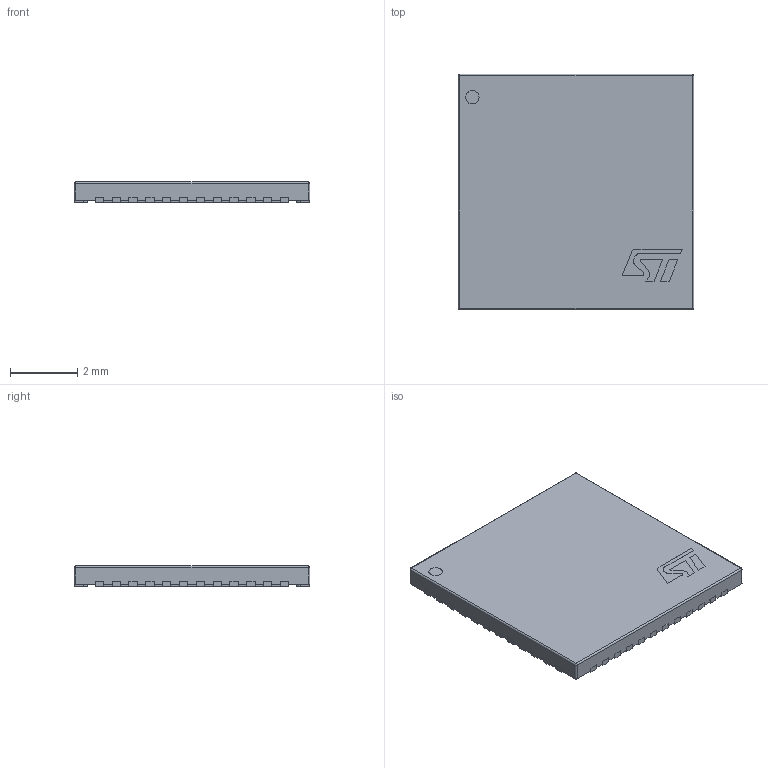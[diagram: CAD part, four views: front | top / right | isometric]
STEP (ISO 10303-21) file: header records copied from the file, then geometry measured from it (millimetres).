
FILE_DESCRIPTION(/* description */ (''),/* implementation_level */ '2;1');
FILE_NAME(/* name */ 'UFQFPN48.stp',/* time_stamp */ '2019-09-12T14:10:08+02:00',/* author */ ('khaled'),/* organization */ (''),/* preprocessor_version */ 'ST-DEVELOPER v17.2',/* originating_system */ 'Autodesk Inventor 2019',/* authorisation */ '');
FILE_SCHEMA (('AUTOMOTIVE_DESIGN { 1 0 10303 214 3 1 1 }'));
Length unit declared in the file: millimetre
Products named in the file (5): MAX17047G+T10; 1; 2; circle; STMicroelectronics
Assembly tree (4 placements, depth 2):
  MAX17047G+T10
    1
    2
    circle
    STMicroelectronics
Bounding box: 7 x 7.01 x 0.6 mm (x, y, z)
Volume: 28.8 mm3; surface area: 206.3 mm2
Topology: 54 solids, 54 shells, 641 faces, 1584 edges, 1052 vertices
Faces by surface type: plane 477, cylinder 160, sphere 4
Full cylindrical faces by diameter (mm): 0.4 x1
Entity records: 19020 total; most frequent: CARTESIAN_POINT 3286, DIRECTION 3204, ORIENTED_EDGE 3168, EDGE_CURVE 1584, LINE 1264, VECTOR 1264, VERTEX_POINT 1052, AXIS2_PLACEMENT_3D 970
